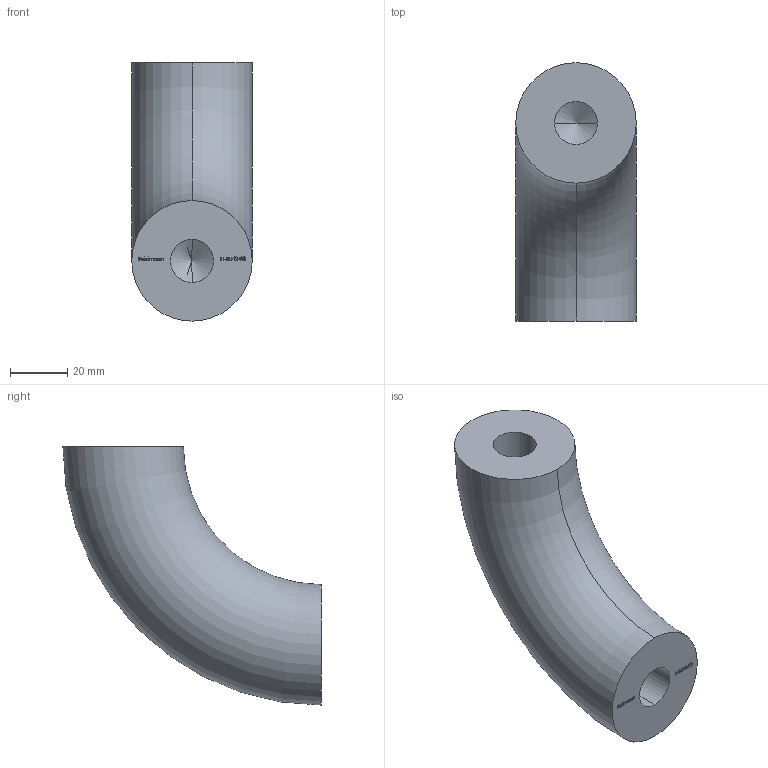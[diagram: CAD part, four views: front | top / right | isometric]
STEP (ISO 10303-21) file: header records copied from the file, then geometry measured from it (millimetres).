
FILE_DESCRIPTION (( 'STEP AP203' ), '1' );
FILE_NAME ('H-BU42-90.step', '2020-11-12T09:00:07', ( '' ), ( '' ), 'SwSTEP 2.0', 'SolidWorks 2018', '' );
FILE_SCHEMA (( 'CONFIG_CONTROL_DESIGN' ));
Length unit declared in the file: millimetre
Products named in the file (2): H-BU42-90
Bounding box: 42 x 90 x 90 mm (x, y, z)
Volume: 141147.3 mm3; surface area: 19402.2 mm2
Topology: 1 solids, 1 shells, 236 faces, 623 edges, 412 vertices
Faces by surface type: plane 138, bspline 88, cylinder 4, cone 4, torus 2
Entity records: 12036 total; most frequent: CARTESIAN_POINT 6645, ORIENTED_EDGE 1238, DIRECTION 757, EDGE_CURVE 619, LINE 429, VECTOR 429, VERTEX_POINT 412, EDGE_LOOP 263
